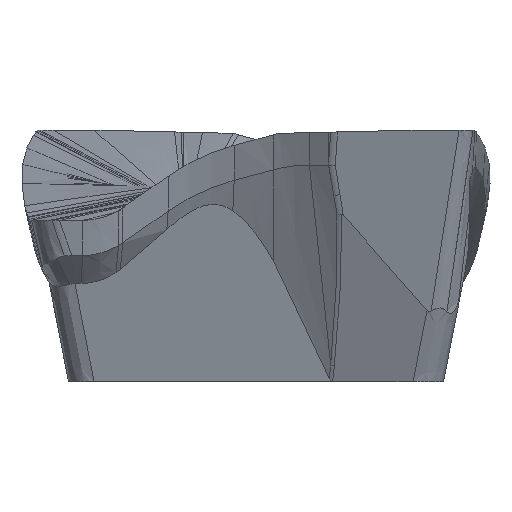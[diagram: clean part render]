
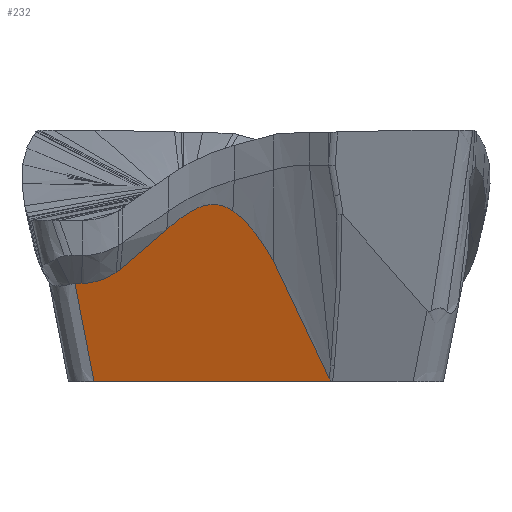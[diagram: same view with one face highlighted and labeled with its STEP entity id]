
A CAD part, left-side view. The second image highlights one B-rep face of the part: STEP entity #232.
In plain terms, the highlighted planar face has unit normal (-0.962, 0.084, -0.259).
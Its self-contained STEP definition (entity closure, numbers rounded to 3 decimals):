
#232=ADVANCED_FACE('',(#427),#399,.F.);
#399=PLANE('',#3392);
#427=FACE_OUTER_BOUND('',#608,.T.);
#608=EDGE_LOOP('',(#934,#935,#936,#937,#938,#939,#940,#941,#942,#943));
#934=ORIENTED_EDGE('',*,*,#2091,.T.);
#935=ORIENTED_EDGE('',*,*,#2089,.F.);
#936=ORIENTED_EDGE('',*,*,#2092,.F.);
#937=ORIENTED_EDGE('',*,*,#2093,.T.);
#938=ORIENTED_EDGE('',*,*,#2094,.T.);
#939=ORIENTED_EDGE('',*,*,#2095,.F.);
#940=ORIENTED_EDGE('',*,*,#2096,.T.);
#941=ORIENTED_EDGE('',*,*,#2097,.F.);
#942=ORIENTED_EDGE('',*,*,#2098,.F.);
#943=ORIENTED_EDGE('',*,*,#1981,.T.);
#1695=VERTEX_POINT('',#4227);
#1697=VERTEX_POINT('',#4248);
#1794=VERTEX_POINT('',#5135);
#1795=VERTEX_POINT('',#5146);
#1796=VERTEX_POINT('',#5221);
#1797=VERTEX_POINT('',#5241);
#1798=VERTEX_POINT('',#5252);
#1799=VERTEX_POINT('',#5260);
#1800=VERTEX_POINT('',#5268);
#1801=VERTEX_POINT('',#5273);
#1981=EDGE_CURVE('',#1697,#1695,#2424,.T.);
#2089=EDGE_CURVE('',#1794,#1795,#2995,.T.);
#2091=EDGE_CURVE('',#1695,#1795,#2997,.T.);
#2092=EDGE_CURVE('',#1796,#1794,#2998,.T.);
#2093=EDGE_CURVE('',#1796,#1797,#2999,.T.);
#2094=EDGE_CURVE('',#1797,#1798,#3000,.T.);
#2095=EDGE_CURVE('',#1799,#1798,#3001,.T.);
#2096=EDGE_CURVE('',#1799,#1800,#3002,.T.);
#2097=EDGE_CURVE('',#1801,#1800,#3003,.T.);
#2098=EDGE_CURVE('',#1697,#1801,#2447,.T.);
#2424=LINE('',#4247,#2558);
#2447=LINE('',#5274,#2583);
#2558=VECTOR('',#3457,1.);
#2583=VECTOR('',#3502,1.);
#2995=B_SPLINE_CURVE_WITH_KNOTS('',3,(#5136,#5137,#5138,#5139,#5140,#5141,
#5142,#5143,#5144,#5145),.UNSPECIFIED.,.F.,.F.,(4,1,1,1,1,1,1,4),(0.,0.143,
0.286,0.429,0.571,0.714,0.857,
1.),.UNSPECIFIED.);
#2997=B_SPLINE_CURVE_WITH_KNOTS('',3,(#5180,#5181,#5182,#5183,#5184,#5185,
#5186,#5187,#5188,#5189,#5190),.UNSPECIFIED.,.F.,.F.,(4,1,1,1,1,1,1,1,4),
(0.,0.125,0.25,0.375,0.5,0.625,0.75,0.875,1.),.UNSPECIFIED.);
#2998=B_SPLINE_CURVE_WITH_KNOTS('',3,(#5211,#5212,#5213,#5214,#5215,#5216,
#5217,#5218,#5219,#5220),.UNSPECIFIED.,.F.,.F.,(4,1,1,1,1,1,1,4),(0.,0.143,
0.286,0.429,0.571,0.714,0.857,
1.),.UNSPECIFIED.);
#2999=B_SPLINE_CURVE_WITH_KNOTS('',3,(#5222,#5223,#5224,#5225,#5226,#5227,
#5228,#5229,#5230,#5231,#5232,#5233,#5234,#5235,#5236,#5237,#5238,#5239,
#5240),.UNSPECIFIED.,.F.,.F.,(4,1,1,1,1,1,1,1,1,1,1,1,1,1,1,1,4),(0.,0.063,
0.125,0.188,0.25,0.313,0.375,0.438,0.5,0.563,0.625,0.688,0.75,0.813,
0.875,0.938,1.),.UNSPECIFIED.);
#3000=B_SPLINE_CURVE_WITH_KNOTS('',3,(#5242,#5243,#5244,#5245,#5246,#5247,
#5248,#5249,#5250,#5251),.UNSPECIFIED.,.F.,.F.,(4,3,3,4),(0.,0.335,
0.667,1.),.UNSPECIFIED.);
#3001=B_SPLINE_CURVE_WITH_KNOTS('',3,(#5253,#5254,#5255,#5256,#5257,#5258,
#5259),.UNSPECIFIED.,.F.,.F.,(4,3,4),(0.,0.5,1.),
 .UNSPECIFIED.);
#3002=B_SPLINE_CURVE_WITH_KNOTS('',3,(#5261,#5262,#5263,#5264,#5265,#5266,
#5267),.UNSPECIFIED.,.F.,.F.,(4,3,4),(0.,0.525,1.),
 .UNSPECIFIED.);
#3003=B_SPLINE_CURVE_WITH_KNOTS('',3,(#5269,#5270,#5271,#5272),
 .UNSPECIFIED.,.F.,.F.,(4,4),(0.,1.),.UNSPECIFIED.);
#3392=AXIS2_PLACEMENT_3D('',#5275,#3503,#3504);
#3457=DIRECTION('',(-0.087,-0.996,0.));
#3502=DIRECTION('',(-0.24,0.185,0.953));
#3503=DIRECTION('',(0.962,-0.084,0.259));
#3504=DIRECTION('',(-0.258,0.023,0.966));
#4227=CARTESIAN_POINT('',(-4.493,-1.096,-3.6));
#4247=CARTESIAN_POINT('',(-4.194,2.315,-3.6));
#4248=CARTESIAN_POINT('',(-4.194,2.315,-3.6));
#5135=CARTESIAN_POINT('',(-4.884,-0.246,-1.868));
#5136=CARTESIAN_POINT('',(-4.884,-0.246,-1.868));
#5137=CARTESIAN_POINT('',(-4.871,-0.278,-1.926));
#5138=CARTESIAN_POINT('',(-4.844,-0.344,-2.049));
#5139=CARTESIAN_POINT('',(-4.798,-0.446,-2.255));
#5140=CARTESIAN_POINT('',(-4.746,-0.553,-2.481));
#5141=CARTESIAN_POINT('',(-4.69,-0.666,-2.726));
#5142=CARTESIAN_POINT('',(-4.63,-0.786,-2.987));
#5143=CARTESIAN_POINT('',(-4.567,-0.912,-3.263));
#5144=CARTESIAN_POINT('',(-4.523,-1.002,-3.457));
#5145=CARTESIAN_POINT('',(-4.5,-1.048,-3.556));
#5146=CARTESIAN_POINT('',(-4.5,-1.048,-3.556));
#5180=CARTESIAN_POINT('',(-4.493,-1.096,-3.6));
#5181=CARTESIAN_POINT('',(-4.492,-1.093,-3.6));
#5182=CARTESIAN_POINT('',(-4.492,-1.089,-3.6));
#5183=CARTESIAN_POINT('',(-4.492,-1.083,-3.598));
#5184=CARTESIAN_POINT('',(-4.492,-1.077,-3.595));
#5185=CARTESIAN_POINT('',(-4.493,-1.071,-3.59));
#5186=CARTESIAN_POINT('',(-4.494,-1.065,-3.584));
#5187=CARTESIAN_POINT('',(-4.496,-1.059,-3.576));
#5188=CARTESIAN_POINT('',(-4.498,-1.053,-3.567));
#5189=CARTESIAN_POINT('',(-4.499,-1.05,-3.559));
#5190=CARTESIAN_POINT('',(-4.5,-1.048,-3.556));
#5211=CARTESIAN_POINT('',(-5.026,0.331,-1.154));
#5212=CARTESIAN_POINT('',(-5.023,0.308,-1.17));
#5213=CARTESIAN_POINT('',(-5.018,0.261,-1.204));
#5214=CARTESIAN_POINT('',(-5.007,0.188,-1.269));
#5215=CARTESIAN_POINT('',(-4.992,0.11,-1.35));
#5216=CARTESIAN_POINT('',(-4.973,0.028,-1.447));
#5217=CARTESIAN_POINT('',(-4.949,-0.059,-1.565));
#5218=CARTESIAN_POINT('',(-4.92,-0.149,-1.703));
#5219=CARTESIAN_POINT('',(-4.897,-0.213,-1.81));
#5220=CARTESIAN_POINT('',(-4.884,-0.246,-1.868));
#5221=CARTESIAN_POINT('',(-5.026,0.331,-1.154));
#5222=CARTESIAN_POINT('',(-5.026,0.331,-1.154));
#5223=CARTESIAN_POINT('',(-5.027,0.347,-1.143));
#5224=CARTESIAN_POINT('',(-5.03,0.378,-1.124));
#5225=CARTESIAN_POINT('',(-5.032,0.424,-1.102));
#5226=CARTESIAN_POINT('',(-5.032,0.468,-1.085));
#5227=CARTESIAN_POINT('',(-5.032,0.511,-1.073));
#5228=CARTESIAN_POINT('',(-5.03,0.555,-1.066));
#5229=CARTESIAN_POINT('',(-5.027,0.6,-1.063));
#5230=CARTESIAN_POINT('',(-5.022,0.646,-1.064));
#5231=CARTESIAN_POINT('',(-5.016,0.695,-1.071));
#5232=CARTESIAN_POINT('',(-5.008,0.748,-1.083));
#5233=CARTESIAN_POINT('',(-4.998,0.806,-1.102));
#5234=CARTESIAN_POINT('',(-4.986,0.869,-1.128));
#5235=CARTESIAN_POINT('',(-4.97,0.937,-1.164));
#5236=CARTESIAN_POINT('',(-4.951,1.012,-1.211));
#5237=CARTESIAN_POINT('',(-4.928,1.093,-1.269));
#5238=CARTESIAN_POINT('',(-4.902,1.18,-1.338));
#5239=CARTESIAN_POINT('',(-4.882,1.243,-1.393));
#5240=CARTESIAN_POINT('',(-4.871,1.275,-1.423));
#5241=CARTESIAN_POINT('',(-4.871,1.275,-1.423));
#5242=CARTESIAN_POINT('',(-4.871,1.275,-1.423));
#5243=CARTESIAN_POINT('',(-4.847,1.347,-1.488));
#5244=CARTESIAN_POINT('',(-4.823,1.419,-1.554));
#5245=CARTESIAN_POINT('',(-4.799,1.492,-1.618));
#5246=CARTESIAN_POINT('',(-4.776,1.565,-1.682));
#5247=CARTESIAN_POINT('',(-4.752,1.638,-1.745));
#5248=CARTESIAN_POINT('',(-4.729,1.713,-1.808));
#5249=CARTESIAN_POINT('',(-4.706,1.787,-1.87));
#5250=CARTESIAN_POINT('',(-4.683,1.863,-1.931));
#5251=CARTESIAN_POINT('',(-4.66,1.939,-1.991));
#5252=CARTESIAN_POINT('',(-4.66,1.939,-1.991));
#5253=CARTESIAN_POINT('',(-4.643,2.001,-2.035));
#5254=CARTESIAN_POINT('',(-4.645,1.99,-2.028));
#5255=CARTESIAN_POINT('',(-4.648,1.98,-2.021));
#5256=CARTESIAN_POINT('',(-4.651,1.97,-2.013));
#5257=CARTESIAN_POINT('',(-4.654,1.96,-2.006));
#5258=CARTESIAN_POINT('',(-4.657,1.949,-1.998));
#5259=CARTESIAN_POINT('',(-4.66,1.94,-1.99));
#5260=CARTESIAN_POINT('',(-4.643,2.001,-2.035));
#5261=CARTESIAN_POINT('',(-4.643,2.001,-2.035));
#5262=CARTESIAN_POINT('',(-4.622,2.077,-2.086));
#5263=CARTESIAN_POINT('',(-4.604,2.162,-2.127));
#5264=CARTESIAN_POINT('',(-4.589,2.251,-2.154));
#5265=CARTESIAN_POINT('',(-4.575,2.332,-2.178));
#5266=CARTESIAN_POINT('',(-4.564,2.417,-2.191));
#5267=CARTESIAN_POINT('',(-4.556,2.502,-2.193));
#5268=CARTESIAN_POINT('',(-4.556,2.502,-2.193));
#5269=CARTESIAN_POINT('',(-4.548,2.588,-2.195));
#5270=CARTESIAN_POINT('',(-4.551,2.559,-2.194));
#5271=CARTESIAN_POINT('',(-4.554,2.53,-2.194));
#5272=CARTESIAN_POINT('',(-4.556,2.502,-2.193));
#5273=CARTESIAN_POINT('',(-4.548,2.588,-2.195));
#5274=CARTESIAN_POINT('',(-4.194,2.315,-3.6));
#5275=CARTESIAN_POINT('',(-4.728,5.433,-0.6));
